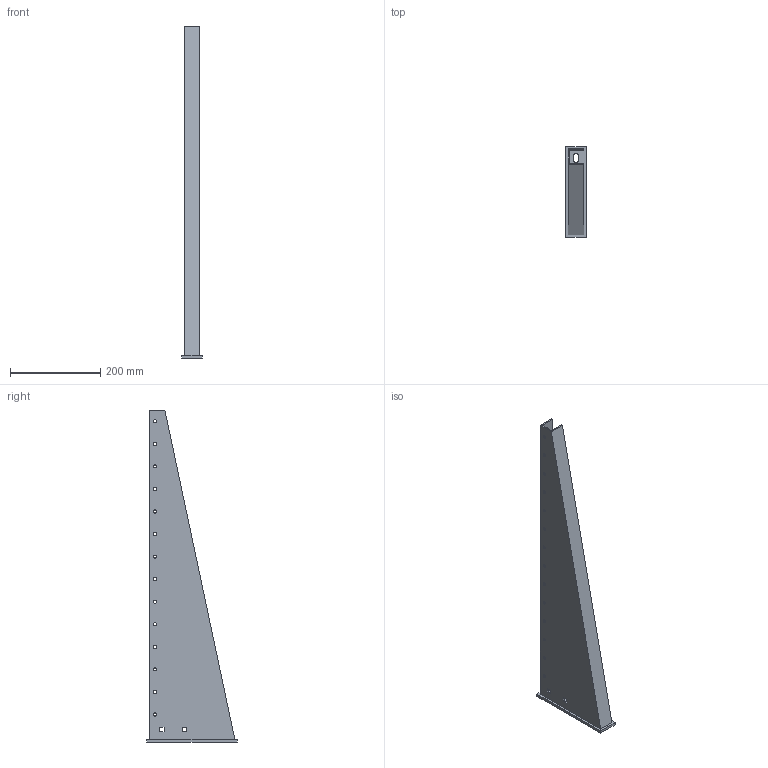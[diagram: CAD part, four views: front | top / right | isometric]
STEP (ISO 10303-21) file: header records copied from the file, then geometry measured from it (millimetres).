
FILE_DESCRIPTION (( 'STEP AP214' ), '1' );
FILE_NAME ('岓臍 192.11.00-05.STEP', '2023-06-15T12:00:59', ( '' ), ( '' ), 'SwSTEP 2.0', 'SolidWorks 2022', '' );
FILE_SCHEMA (( 'AUTOMOTIVE_DESIGN' ));
Length unit declared in the file: millimetre
Products named in the file (1): КИВА 192.11.00-05
Bounding box: 45 x 200 x 736 mm (x, y, z)
Volume: 426174 mm3; surface area: 279909.6 mm2
Topology: 1 solids, 1 shells, 124 faces, 363 edges, 242 vertices
Faces by surface type: cylinder 71, plane 53
Entity records: 4327 total; most frequent: DIRECTION 755, CARTESIAN_POINT 730, ORIENTED_EDGE 726, EDGE_CURVE 363, AXIS2_PLACEMENT_3D 267, VERTEX_POINT 242, VECTOR 221, LINE 221
